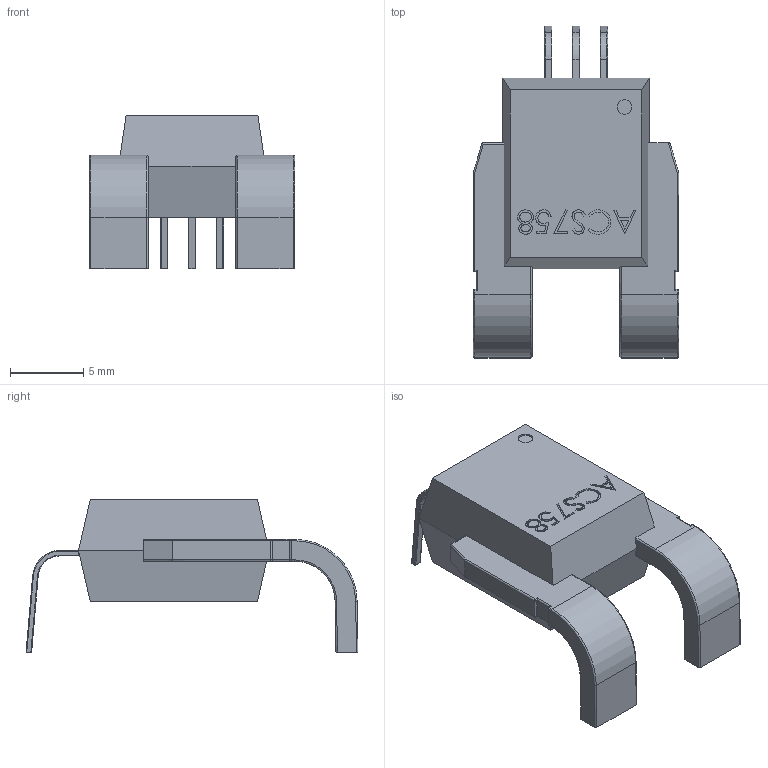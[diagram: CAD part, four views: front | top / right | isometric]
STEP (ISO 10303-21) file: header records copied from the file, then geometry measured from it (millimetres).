
FILE_DESCRIPTION (( 'STEP AP214' ), '1' );
FILE_NAME ('ACS758.STEP', '2019-07-31T19:31:41', ( '' ), ( '' ), 'SwSTEP 2.0', 'SolidWorks 2018', '' );
FILE_SCHEMA (( 'AUTOMOTIVE_DESIGN' ));
Length unit declared in the file: millimetre
Products named in the file (5): ACS758; User Library-ACS758-1_power_pin_left; User Library-ACS758-1_power_pin_right; User Library-ACS758-1_pin; User Library-ACS758-1_body
Assembly tree (6 placements, depth 2):
  ACS758
    User Library-ACS758-1_pin  x3
    User Library-ACS758-1_body
    User Library-ACS758-1_power_pin_right
    User Library-ACS758-1_power_pin_left
Bounding box: 14 x 22.64 x 10.5 mm (x, y, z)
Volume: 996.7 mm3; surface area: 942.8 mm2
Topology: 6 solids, 6 shells, 293 faces, 702 edges, 411 vertices
Faces by surface type: plane 105, cylinder 99, bspline 49, torus 20, sphere 20
Entity records: 9616 total; most frequent: CARTESIAN_POINT 4357, ORIENTED_EDGE 1088, DIRECTION 851, EDGE_CURVE 544, VERTEX_POINT 335, LINE 321, VECTOR 321, AXIS2_PLACEMENT_3D 265
